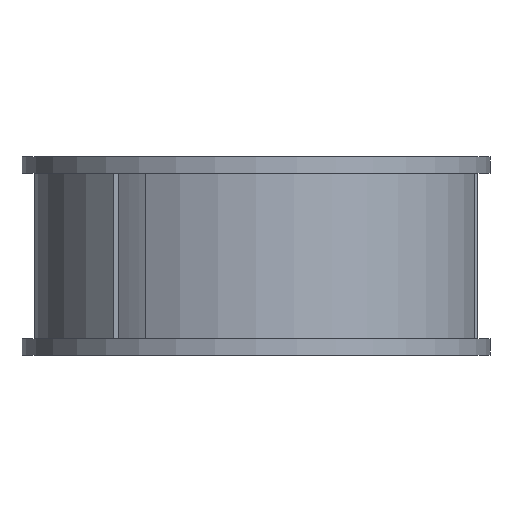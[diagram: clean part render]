
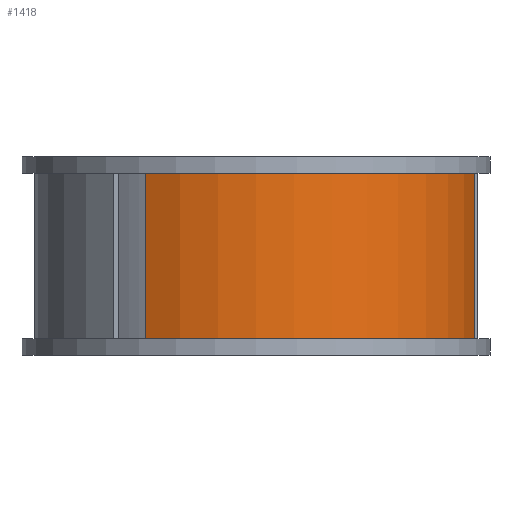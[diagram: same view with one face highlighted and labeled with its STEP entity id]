
A CAD part, left-side view. The second image highlights one B-rep face of the part: STEP entity #1418.
In plain terms, the highlighted cylindrical face has radius 26.831 mm (diameter 53.662 mm), a partial arc.
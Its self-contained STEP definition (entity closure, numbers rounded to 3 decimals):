
#54=CYLINDRICAL_SURFACE('',#1585,26.831);
#156=CIRCLE('',#1586,26.831);
#157=CIRCLE('',#1587,26.831);
#231=FACE_OUTER_BOUND('',#306,.T.);
#306=EDGE_LOOP('',(#1170,#1171,#1172,#1173));
#437=LINE('',#2422,#554);
#441=LINE('',#2436,#558);
#554=VECTOR('',#1989,10.);
#558=VECTOR('',#2001,10.);
#689=VERTEX_POINT('',#2418);
#690=VERTEX_POINT('',#2420);
#695=VERTEX_POINT('',#2433);
#696=VERTEX_POINT('',#2435);
#886=EDGE_CURVE('',#689,#690,#437,.T.);
#892=EDGE_CURVE('',#696,#695,#441,.T.);
#897=EDGE_CURVE('',#690,#696,#156,.T.);
#898=EDGE_CURVE('',#689,#695,#157,.T.);
#1170=ORIENTED_EDGE('',*,*,#886,.T.);
#1171=ORIENTED_EDGE('',*,*,#897,.T.);
#1172=ORIENTED_EDGE('',*,*,#892,.T.);
#1173=ORIENTED_EDGE('',*,*,#898,.F.);
#1418=ADVANCED_FACE('',(#231),#54,.T.);
#1585=AXIS2_PLACEMENT_3D('',#2444,#2008,#2009);
#1586=AXIS2_PLACEMENT_3D('',#2445,#2010,#2011);
#1587=AXIS2_PLACEMENT_3D('',#2446,#2012,#2013);
#1989=DIRECTION('',(0.,0.,1.));
#2001=DIRECTION('',(0.,0.,-1.));
#2008=DIRECTION('center_axis',(0.,0.,-1.));
#2009=DIRECTION('ref_axis',(-1.,0.,0.));
#2010=DIRECTION('center_axis',(0.,0.,-1.));
#2011=DIRECTION('ref_axis',(1.,0.,0.));
#2012=DIRECTION('center_axis',(0.,0.,-1.));
#2013=DIRECTION('ref_axis',(1.,0.,0.));
#2418=CARTESIAN_POINT('',(-4.659,-26.423,-10.));
#2420=CARTESIAN_POINT('',(-4.659,-26.423,10.));
#2422=CARTESIAN_POINT('',(-4.659,-26.423,0.));
#2433=CARTESIAN_POINT('',(-23.236,13.415,-10.));
#2435=CARTESIAN_POINT('',(-23.236,13.415,10.));
#2436=CARTESIAN_POINT('',(-23.236,13.415,0.));
#2444=CARTESIAN_POINT('Origin',(0.,0.,0.));
#2445=CARTESIAN_POINT('Origin',(0.,0.,10.));
#2446=CARTESIAN_POINT('Origin',(0.,0.,-10.));
